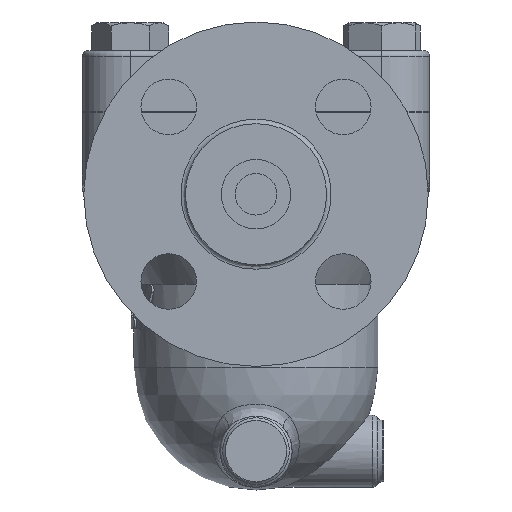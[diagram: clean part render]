
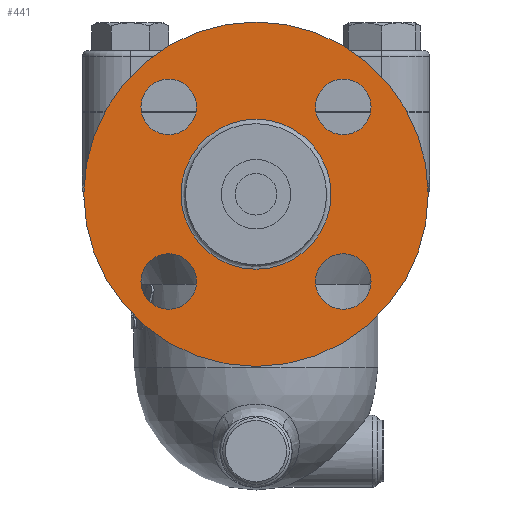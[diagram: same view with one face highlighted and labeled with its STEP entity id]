
A CAD part, left-side view. The second image highlights one B-rep face of the part: STEP entity #441.
In plain terms, the highlighted free-form (B-spline) face has degree [1, 1] with [2, 2] control points.
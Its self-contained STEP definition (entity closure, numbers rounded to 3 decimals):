
#295=CARTESIAN_POINT('',(-142.9,0.0,32.5));
#296=VERTEX_POINT('',#295);
#297=CARTESIAN_POINT('',(-142.9,0.0,-29.5));
#298=DIRECTION('',(-1.0,0.0,0.0));
#299=DIRECTION('',(0.0,0.0,1.0));
#300=AXIS2_PLACEMENT_3D('',#297,#298,#299);
#301=CIRCLE('',#300,62.);
#302=EDGE_CURVE('',#296,#296,#301,.T.);
#363=CARTESIAN_POINT('',(-142.9,0.0,-2.5));
#364=VERTEX_POINT('',#363);
#365=CARTESIAN_POINT('',(-142.9,0.0,-29.5));
#366=DIRECTION('',(-1.0,0.0,0.0));
#367=DIRECTION('',(0.0,0.0,-1.0));
#368=AXIS2_PLACEMENT_3D('',#365,#366,#367);
#369=CIRCLE('',#368,27.);
#370=EDGE_CURVE('',#364,#364,#369,.T.);
#386=CARTESIAN_POINT('',(-142.9,62.,32.5));
#387=CARTESIAN_POINT('',(-142.9,62.,-91.5));
#388=CARTESIAN_POINT('',(-142.9,-62.,32.5));
#389=CARTESIAN_POINT('',(-142.9,-62.,-91.5));
#390=B_SPLINE_SURFACE_WITH_KNOTS('',1,1,((#386,#388),(#387,#389)),.UNSPECIFIED.,.F.,.F.,.U.,(2,2),(2,2),(0.0,124.),(0.0,124.),.UNSPECIFIED.);
#391=ORIENTED_EDGE('',*,*,#302,.T.);
#392=EDGE_LOOP('',(#391));
#393=FACE_OUTER_BOUND('',#392,.T.);
#394=CARTESIAN_POINT('',(-142.9,-31.431,-8.069));
#395=VERTEX_POINT('',#394);
#396=CARTESIAN_POINT('',(-142.9,-31.431,1.931));
#397=DIRECTION('',(1.0,0.0,0.0));
#398=DIRECTION('',(0.0,0.0,-1.0));
#399=AXIS2_PLACEMENT_3D('',#396,#397,#398);
#400=CIRCLE('',#399,10.0);
#401=EDGE_CURVE('',#395,#395,#400,.T.);
#402=ORIENTED_EDGE('',*,*,#401,.T.);
#403=EDGE_LOOP('',(#402));
#404=FACE_BOUND('',#403,.T.);
#405=CARTESIAN_POINT('',(-142.9,21.431,1.931));
#406=VERTEX_POINT('',#405);
#407=CARTESIAN_POINT('',(-142.9,31.431,1.931));
#408=DIRECTION('',(1.0,0.0,0.0));
#409=DIRECTION('',(0.0,-1.0,0.0));
#410=AXIS2_PLACEMENT_3D('',#407,#408,#409);
#411=CIRCLE('',#410,10.0);
#412=EDGE_CURVE('',#406,#406,#411,.T.);
#413=ORIENTED_EDGE('',*,*,#412,.T.);
#414=EDGE_LOOP('',(#413));
#415=FACE_BOUND('',#414,.T.);
#416=CARTESIAN_POINT('',(-142.9,31.431,-50.931));
#417=VERTEX_POINT('',#416);
#418=CARTESIAN_POINT('',(-142.9,31.431,-60.931));
#419=DIRECTION('',(1.0,0.0,0.0));
#420=DIRECTION('',(0.0,0.0,1.0));
#421=AXIS2_PLACEMENT_3D('',#418,#419,#420);
#422=CIRCLE('',#421,10.0);
#423=EDGE_CURVE('',#417,#417,#422,.T.);
#424=ORIENTED_EDGE('',*,*,#423,.T.);
#425=EDGE_LOOP('',(#424));
#426=FACE_BOUND('',#425,.T.);
#427=CARTESIAN_POINT('',(-142.9,-21.431,-60.931));
#428=VERTEX_POINT('',#427);
#429=CARTESIAN_POINT('',(-142.9,-31.431,-60.931));
#430=DIRECTION('',(1.0,0.0,0.0));
#431=DIRECTION('',(0.0,1.0,0.0));
#432=AXIS2_PLACEMENT_3D('',#429,#430,#431);
#433=CIRCLE('',#432,10.0);
#434=EDGE_CURVE('',#428,#428,#433,.T.);
#435=ORIENTED_EDGE('',*,*,#434,.T.);
#436=EDGE_LOOP('',(#435));
#437=FACE_BOUND('',#436,.T.);
#438=ORIENTED_EDGE('',*,*,#370,.F.);
#439=EDGE_LOOP('',(#438));
#440=FACE_BOUND('',#439,.T.);
#441=ADVANCED_FACE('',(#393,#404,#415,#426,#437,#440),#390,.T.);
